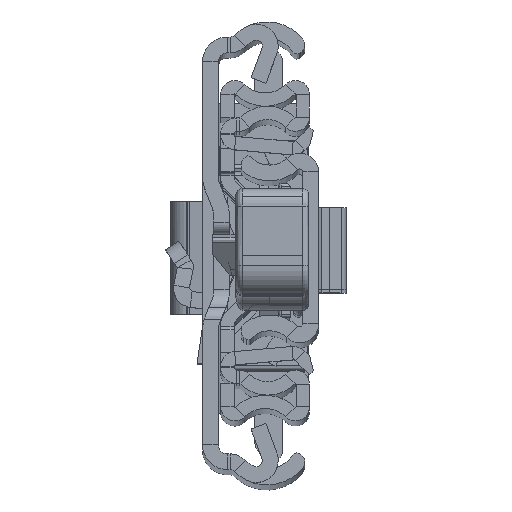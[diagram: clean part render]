
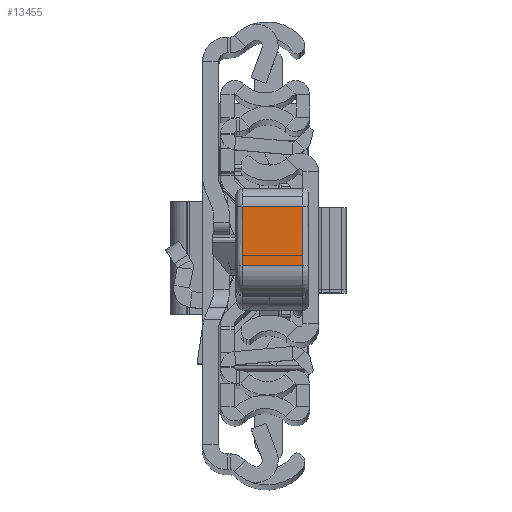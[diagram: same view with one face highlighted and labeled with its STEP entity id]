
A CAD part, top view. The second image highlights one B-rep face of the part: STEP entity #13455.
In plain terms, the highlighted face is planar.
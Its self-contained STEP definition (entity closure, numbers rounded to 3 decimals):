
#916 = FACE_OUTER_BOUND ( 'NONE', #21054, .T. ) ;
#2136 = VERTEX_POINT ( 'NONE', #35497 ) ;
#2183 = ORIENTED_EDGE ( 'NONE', *, *, #20229, .F. ) ;
#2279 = VERTEX_POINT ( 'NONE', #21304 ) ;
#4575 = ORIENTED_EDGE ( 'NONE', *, *, #9889, .F. ) ;
#5073 = LINE ( 'NONE', #32962, #35294 ) ;
#5181 = CARTESIAN_POINT ( 'NONE',  ( 39.818, -2.465, -11. ) ) ;
#5557 = AXIS2_PLACEMENT_3D ( 'NONE', #20752, #32185, #15150 ) ;
#6021 = VERTEX_POINT ( 'NONE', #9024 ) ;
#6090 = LINE ( 'NONE', #11913, #6999 ) ;
#6999 = VECTOR ( 'NONE', #19752, 1000. ) ;
#9024 = CARTESIAN_POINT ( 'NONE',  ( 39.55, -12.274, -10. ) ) ;
#9199 = PLANE ( 'NONE',  #5557 ) ;
#9889 = EDGE_CURVE ( 'NONE', #2279, #31521, #36033, .T. ) ;
#10680 = VECTOR ( 'NONE', #26584, 1000. ) ;
#11913 = CARTESIAN_POINT ( 'NONE',  ( 39.55, -12.274, -10. ) ) ;
#12591 = LINE ( 'NONE', #12963, #10680 ) ;
#12963 = CARTESIAN_POINT ( 'NONE',  ( 39.55, -12.274, -11. ) ) ;
#13127 = EDGE_CURVE ( 'NONE', #6021, #2136, #12591, .T. ) ;
#13455 = ADVANCED_FACE ( 'NONE', ( #916 ), #9199, .F. ) ;
#15150 = DIRECTION ( 'NONE',  ( -0.027, -1., 0. ) ) ;
#16329 = ORIENTED_EDGE ( 'NONE', *, *, #33149, .F. ) ;
#16585 = DIRECTION ( 'NONE',  ( 0., 0., -1. ) ) ;
#16899 = CARTESIAN_POINT ( 'NONE',  ( 39.818, -2.465, -10. ) ) ;
#18502 = ORIENTED_EDGE ( 'NONE', *, *, #13127, .F. ) ;
#19752 = DIRECTION ( 'NONE',  ( -0.027, -1., 0. ) ) ;
#20229 = EDGE_CURVE ( 'NONE', #2136, #2279, #5073, .T. ) ;
#20752 = CARTESIAN_POINT ( 'NONE',  ( 39.55, -12.274, -11. ) ) ;
#21054 = EDGE_LOOP ( 'NONE', ( #18502, #16329, #4575, #2183 ) ) ;
#21304 = CARTESIAN_POINT ( 'NONE',  ( 39.818, -2.465, 0. ) ) ;
#26584 = DIRECTION ( 'NONE',  ( 0., 0., 1. ) ) ;
#26935 = DIRECTION ( 'NONE',  ( 0.027, 1., 0. ) ) ;
#27019 = VECTOR ( 'NONE', #16585, 1000. ) ;
#31521 = VERTEX_POINT ( 'NONE', #16899 ) ;
#32185 = DIRECTION ( 'NONE',  ( -1., 0.027, 0. ) ) ;
#32962 = CARTESIAN_POINT ( 'NONE',  ( 39.55, -12.274, 0. ) ) ;
#33149 = EDGE_CURVE ( 'NONE', #31521, #6021, #6090, .T. ) ;
#35294 = VECTOR ( 'NONE', #26935, 1000. ) ;
#35497 = CARTESIAN_POINT ( 'NONE',  ( 39.55, -12.274, 0. ) ) ;
#36033 = LINE ( 'NONE', #5181, #27019 ) ;
